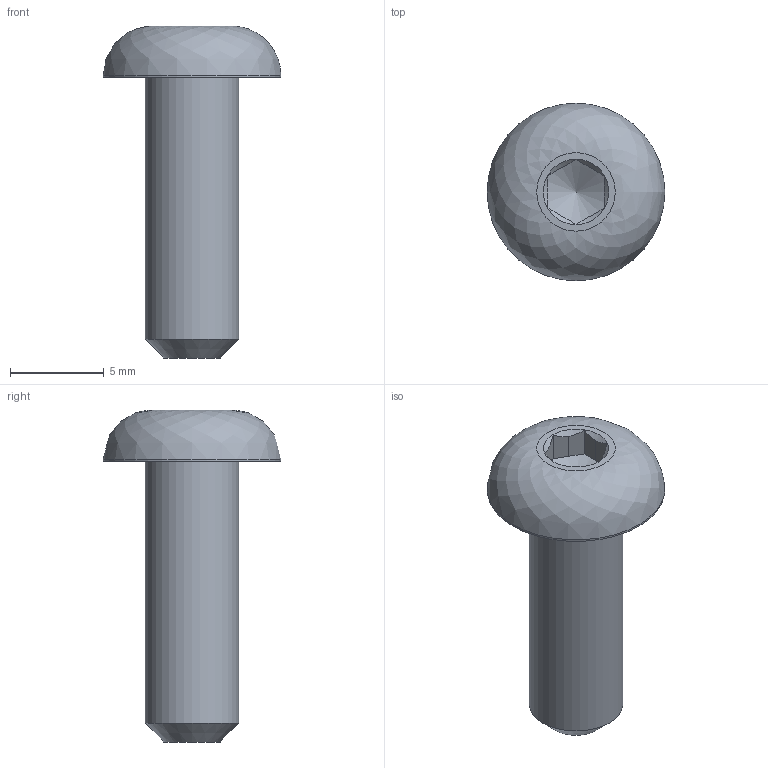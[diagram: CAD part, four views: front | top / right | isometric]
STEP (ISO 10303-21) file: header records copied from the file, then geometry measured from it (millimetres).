
FILE_DESCRIPTION(('FreeCAD Model'),'2;1');
FILE_NAME('Open CASCADE Shape Model','2024-08-16T19:20:51',(''),(''), 'Open CASCADE STEP processor 7.6','FreeCAD','Unknown');
FILE_SCHEMA(('AUTOMOTIVE_DESIGN { 1 0 10303 214 1 1 1 1 }'));
Length unit declared in the file: millimetre
Products named in the file (1): Fusion
Bounding box: 9.5 x 9.5 x 17.75 mm (x, y, z)
Volume: 425.4 mm3; surface area: 441.3 mm2
Topology: 1 solids, 1 shells, 22 faces, 52 edges, 34 vertices
Faces by surface type: plane 16, cone 3, cylinder 2, revolution 1
Full cylindrical faces by diameter (mm): 5 x1, 9.5 x1
Entity records: 1346 total; most frequent: CARTESIAN_POINT 346, DIRECTION 171, ORIENTED_EDGE 102, PCURVE 102, DEFINITIONAL_REPRESENTATION 102, LINE 75, VECTOR 75, EDGE_CURVE 51
